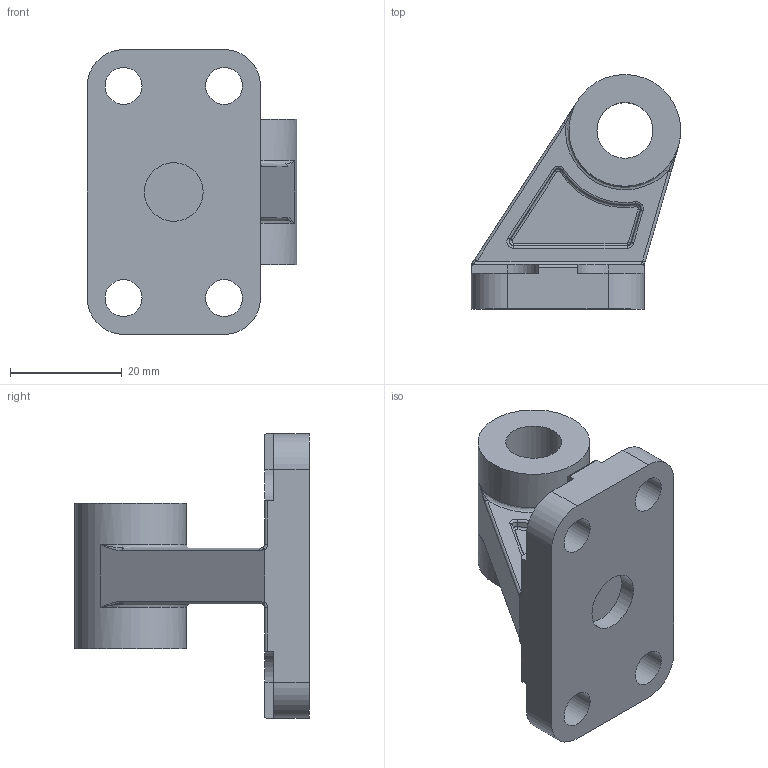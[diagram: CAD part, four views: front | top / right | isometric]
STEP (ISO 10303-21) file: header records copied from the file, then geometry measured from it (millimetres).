
FILE_DESCRIPTION(/* description */ (''),/* implementation_level */ '2;1');
FILE_NAME(/* name */ 'CAD_108233.stp',/* time_stamp */ '2021-01-19T10:04:14+01:00',/* author */ ('Hypex'),/* organization */ ('Hypex'),/* preprocessor_version */ 'ST-DEVELOPER v18',/* originating_system */ 'Autodesk Inventor 2020',/* authorisation */ '');
FILE_SCHEMA (('AUTOMOTIVE_DESIGN { 1 0 10303 214 3 1 1 }'));
Length unit declared in the file: millimetre
Products named in the file (1): CAD_108233
Bounding box: 37.5 x 42 x 51 mm (x, y, z)
Volume: 20747.8 mm3; surface area: 8572.7 mm2
Topology: 1 solids, 1 shells, 117 faces, 306 edges, 190 vertices
Faces by surface type: cylinder 39, plane 34, torus 18, bspline 16, cone 10
Full cylindrical faces by diameter (mm): 6.6 x4, 10 x1, 10.5 x1, 20 x1
Entity records: 4201 total; most frequent: CARTESIAN_POINT 1256, DIRECTION 640, ORIENTED_EDGE 604, EDGE_CURVE 302, AXIS2_PLACEMENT_3D 256, VERTEX_POINT 190, CIRCLE 150, EDGE_LOOP 130
